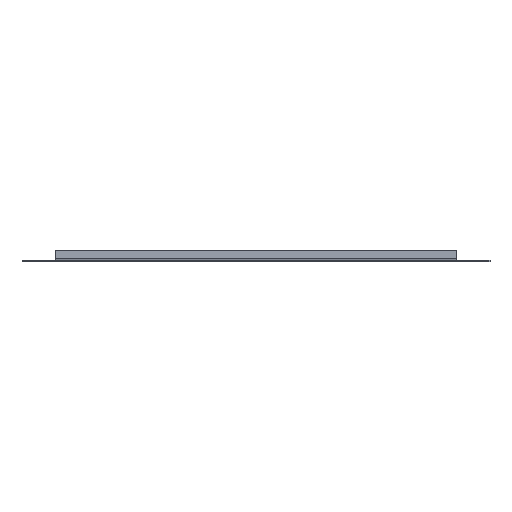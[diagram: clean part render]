
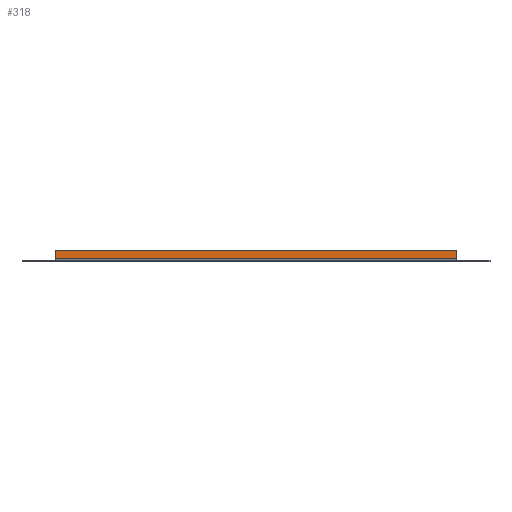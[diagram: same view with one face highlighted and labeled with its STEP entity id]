
A CAD part, front view. The second image highlights one B-rep face of the part: STEP entity #318.
In plain terms, the highlighted planar face has unit normal (0, -1, 0).
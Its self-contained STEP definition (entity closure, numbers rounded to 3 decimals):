
#31 = EDGE_LOOP ( 'NONE', ( #1624, #1358, #608, #619 ) ) ;
#36 = FACE_OUTER_BOUND ( 'NONE', #31, .T. ) ;
#153 = EDGE_CURVE ( 'NONE', #582, #559, #917, .T. ) ;
#154 = DIRECTION ( 'NONE',  ( -1., 0., 0. ) ) ;
#170 = CARTESIAN_POINT ( 'NONE',  ( -142.5, -149., 7. ) ) ;
#178 = VECTOR ( 'NONE', #154, 1000. ) ;
#318 = ADVANCED_FACE ( 'NONE', ( #36 ), #960, .F. ) ;
#355 = VECTOR ( 'NONE', #556, 1000. ) ;
#393 = CARTESIAN_POINT ( 'NONE',  ( 142.5, -149., 1. ) ) ;
#556 = DIRECTION ( 'NONE',  ( 1., 0., 0. ) ) ;
#559 = VERTEX_POINT ( 'NONE', #393 ) ;
#582 = VERTEX_POINT ( 'NONE', #1210 ) ;
#608 = ORIENTED_EDGE ( 'NONE', *, *, #639, .F. ) ;
#619 = ORIENTED_EDGE ( 'NONE', *, *, #878, .F. ) ;
#639 = EDGE_CURVE ( 'NONE', #1136, #582, #691, .T. ) ;
#643 = CARTESIAN_POINT ( 'NONE',  ( -142.5, -149., 7. ) ) ;
#689 = CARTESIAN_POINT ( 'NONE',  ( -142.5, -149., 1. ) ) ;
#691 = LINE ( 'NONE', #1132, #355 ) ;
#719 = AXIS2_PLACEMENT_3D ( 'NONE', #1493, #850, #1619 ) ;
#850 = DIRECTION ( 'NONE',  ( 0., 1., 0. ) ) ;
#878 = EDGE_CURVE ( 'NONE', #1583, #1136, #1424, .T. ) ;
#902 = VECTOR ( 'NONE', #1695, 1000. ) ;
#917 = LINE ( 'NONE', #1726, #927 ) ;
#927 = VECTOR ( 'NONE', #1316, 1000. ) ;
#960 = PLANE ( 'NONE',  #719 ) ;
#1132 = CARTESIAN_POINT ( 'NONE',  ( 142.5, -149., 7. ) ) ;
#1136 = VERTEX_POINT ( 'NONE', #170 ) ;
#1210 = CARTESIAN_POINT ( 'NONE',  ( 142.5, -149., 7. ) ) ;
#1226 = EDGE_CURVE ( 'NONE', #559, #1583, #1591, .T. ) ;
#1282 = CARTESIAN_POINT ( 'NONE',  ( -142.5, -149., 1. ) ) ;
#1316 = DIRECTION ( 'NONE',  ( 0., 0., -1. ) ) ;
#1358 = ORIENTED_EDGE ( 'NONE', *, *, #153, .F. ) ;
#1424 = LINE ( 'NONE', #643, #902 ) ;
#1493 = CARTESIAN_POINT ( 'NONE',  ( 0., -149., 0. ) ) ;
#1583 = VERTEX_POINT ( 'NONE', #1282 ) ;
#1591 = LINE ( 'NONE', #689, #178 ) ;
#1619 = DIRECTION ( 'NONE',  ( 0., 0., -1. ) ) ;
#1624 = ORIENTED_EDGE ( 'NONE', *, *, #1226, .F. ) ;
#1695 = DIRECTION ( 'NONE',  ( 0., 0., 1. ) ) ;
#1726 = CARTESIAN_POINT ( 'NONE',  ( 142.5, -149., 0. ) ) ;
